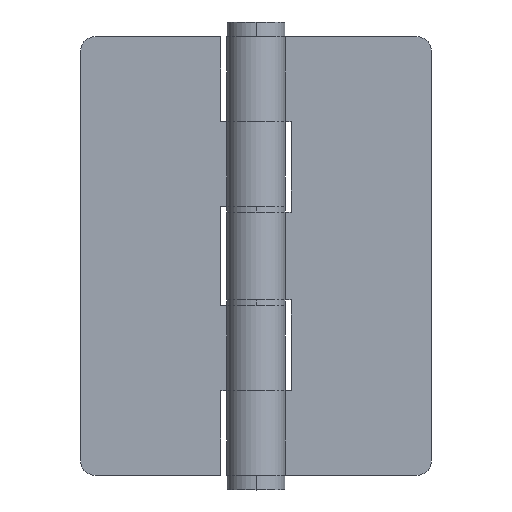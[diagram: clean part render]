
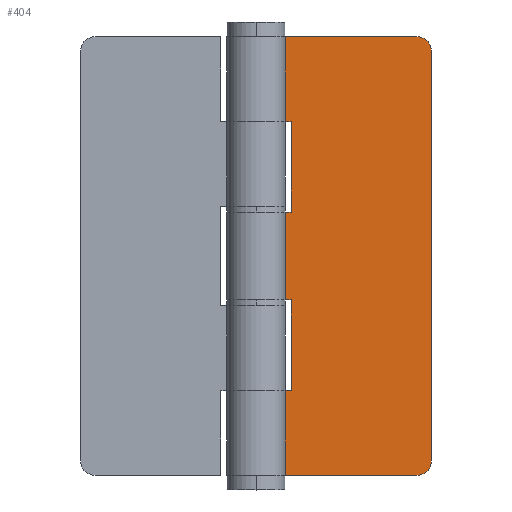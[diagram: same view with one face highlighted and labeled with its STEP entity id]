
A CAD part, top view. The second image highlights one B-rep face of the part: STEP entity #404.
In plain terms, the highlighted planar face has unit normal (0, 0, 1).
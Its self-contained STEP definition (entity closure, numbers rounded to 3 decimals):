
#304 = ORIENTED_EDGE ( 'NONE', *, *, #305, .T. ) ;
#305 = EDGE_CURVE ( 'NONE', #396, #306, #1146, .T. ) ;
#306 = VERTEX_POINT ( 'NONE', #1142 ) ;
#307 = ORIENTED_EDGE ( 'NONE', *, *, #308, .T. ) ;
#308 = EDGE_CURVE ( 'NONE', #306, #411, #1141, .T. ) ;
#315 = EDGE_CURVE ( 'NONE', #566, #317, #1161, .T. ) ;
#317 = VERTEX_POINT ( 'NONE', #1156 ) ;
#318 = EDGE_LOOP ( 'NONE', ( #405, #439, #399, #426, #415, #397, #398, #408, #418, #402, #403, #322, #304, #307 ) ) ;
#320 = EDGE_CURVE ( 'NONE', #517, #321, #1154, .T. ) ;
#321 = VERTEX_POINT ( 'NONE', #1351 ) ;
#322 = ORIENTED_EDGE ( 'NONE', *, *, #395, .T. ) ;
#395 = EDGE_CURVE ( 'NONE', #321, #396, #1366, .T. ) ;
#396 = VERTEX_POINT ( 'NONE', #1362 ) ;
#397 = ORIENTED_EDGE ( 'NONE', *, *, #447, .T. ) ;
#398 = ORIENTED_EDGE ( 'NONE', *, *, #406, .T. ) ;
#399 = ORIENTED_EDGE ( 'NONE', *, *, #400, .F. ) ;
#400 = EDGE_CURVE ( 'NONE', #425, #317, #1361, .T. ) ;
#401 = EDGE_CURVE ( 'NONE', #411, #566, #1323, .T. ) ;
#402 = ORIENTED_EDGE ( 'NONE', *, *, #515, .T. ) ;
#403 = ORIENTED_EDGE ( 'NONE', *, *, #320, .T. ) ;
#404 = ADVANCED_FACE ( 'NONE', ( #1319 ), #1318, .F. ) ;
#405 = ORIENTED_EDGE ( 'NONE', *, *, #401, .T. ) ;
#406 = EDGE_CURVE ( 'NONE', #454, #407, #1313, .T. ) ;
#407 = VERTEX_POINT ( 'NONE', #1309 ) ;
#408 = ORIENTED_EDGE ( 'NONE', *, *, #409, .T. ) ;
#409 = EDGE_CURVE ( 'NONE', #407, #410, #1308, .T. ) ;
#410 = VERTEX_POINT ( 'NONE', #1304 ) ;
#411 = VERTEX_POINT ( 'NONE', #1303 ) ;
#414 = EDGE_CURVE ( 'NONE', #425, #526, #1286, .T. ) ;
#415 = ORIENTED_EDGE ( 'NONE', *, *, #525, .F. ) ;
#418 = ORIENTED_EDGE ( 'NONE', *, *, #419, .T. ) ;
#419 = EDGE_CURVE ( 'NONE', #410, #516, #1279, .T. ) ;
#425 = VERTEX_POINT ( 'NONE', #1264 ) ;
#426 = ORIENTED_EDGE ( 'NONE', *, *, #414, .T. ) ;
#439 = ORIENTED_EDGE ( 'NONE', *, *, #315, .T. ) ;
#447 = EDGE_CURVE ( 'NONE', #448, #454, #1229, .T. ) ;
#448 = VERTEX_POINT ( 'NONE', #1214 ) ;
#454 = VERTEX_POINT ( 'NONE', #1479 ) ;
#515 = EDGE_CURVE ( 'NONE', #516, #517, #1537, .T. ) ;
#516 = VERTEX_POINT ( 'NONE', #1533 ) ;
#517 = VERTEX_POINT ( 'NONE', #1532 ) ;
#525 = EDGE_CURVE ( 'NONE', #448, #526, #1494, .T. ) ;
#526 = VERTEX_POINT ( 'NONE', #1490 ) ;
#566 = VERTEX_POINT ( 'NONE', #1743 ) ;
#903 = VECTOR ( 'NONE', #1109, 1000. ) ;
#1109 = DIRECTION ( 'NONE',  ( 1., 0., 0. ) ) ;
#1138 = DIRECTION ( 'NONE',  ( 0., -1., 0. ) ) ;
#1139 = VECTOR ( 'NONE', #1138, 1000. ) ;
#1140 = CARTESIAN_POINT ( 'NONE',  ( 8.66, 75., -5. ) ) ;
#1141 = LINE ( 'NONE', #1140, #1139 ) ;
#1142 = CARTESIAN_POINT ( 'NONE',  ( 8.66, -46., -5. ) ) ;
#1143 = DIRECTION ( 'NONE',  ( -1., 0., 0. ) ) ;
#1144 = VECTOR ( 'NONE', #1143, 1000. ) ;
#1145 = CARTESIAN_POINT ( 'NONE',  ( 8.66, -46., -5. ) ) ;
#1146 = LINE ( 'NONE', #1145, #1144 ) ;
#1153 = CARTESIAN_POINT ( 'NONE',  ( 8.66, -15., -5. ) ) ;
#1154 = LINE ( 'NONE', #1153, #903 ) ;
#1156 = CARTESIAN_POINT ( 'NONE',  ( 60., -70., -5. ) ) ;
#1157 = DIRECTION ( 'NONE',  ( -1., 0., 0. ) ) ;
#1158 = DIRECTION ( 'NONE',  ( 0., 0., 1. ) ) ;
#1159 = CARTESIAN_POINT ( 'NONE',  ( 55., -70., -5. ) ) ;
#1160 = AXIS2_PLACEMENT_3D ( 'NONE', #1159, #1158, #1157 ) ;
#1161 = CIRCLE ( 'NONE', #1160, 5. ) ;
#1214 = CARTESIAN_POINT ( 'NONE',  ( 8.66, 75., -5. ) ) ;
#1215 = DIRECTION ( 'NONE',  ( 0., -1., 0. ) ) ;
#1216 = VECTOR ( 'NONE', #1215, 1000. ) ;
#1228 = CARTESIAN_POINT ( 'NONE',  ( 8.66, 75., -5. ) ) ;
#1229 = LINE ( 'NONE', #1228, #1216 ) ;
#1264 = CARTESIAN_POINT ( 'NONE',  ( 60., 70., -5. ) ) ;
#1276 = DIRECTION ( 'NONE',  ( -1., 0., 0. ) ) ;
#1277 = VECTOR ( 'NONE', #1276, 1000. ) ;
#1278 = CARTESIAN_POINT ( 'NONE',  ( 8.66, 15., -5. ) ) ;
#1279 = LINE ( 'NONE', #1278, #1277 ) ;
#1283 = DIRECTION ( 'NONE',  ( -1., 0., 0. ) ) ;
#1284 = DIRECTION ( 'NONE',  ( 0., 0., 1. ) ) ;
#1285 = AXIS2_PLACEMENT_3D ( 'NONE', #1302, #1284, #1283 ) ;
#1286 = CIRCLE ( 'NONE', #1285, 5. ) ;
#1302 = CARTESIAN_POINT ( 'NONE',  ( 55., 70., -5. ) ) ;
#1303 = CARTESIAN_POINT ( 'NONE',  ( 8.66, -75., -5. ) ) ;
#1304 = CARTESIAN_POINT ( 'NONE',  ( 12., 15., -5. ) ) ;
#1305 = DIRECTION ( 'NONE',  ( 0., -1., 0. ) ) ;
#1306 = VECTOR ( 'NONE', #1305, 1000. ) ;
#1307 = CARTESIAN_POINT ( 'NONE',  ( 12., 75., -5. ) ) ;
#1308 = LINE ( 'NONE', #1307, #1306 ) ;
#1309 = CARTESIAN_POINT ( 'NONE',  ( 12., 46., -5. ) ) ;
#1310 = DIRECTION ( 'NONE',  ( 1., 0., 0. ) ) ;
#1311 = VECTOR ( 'NONE', #1310, 1000. ) ;
#1312 = CARTESIAN_POINT ( 'NONE',  ( 8.66, 46., -5. ) ) ;
#1313 = LINE ( 'NONE', #1312, #1311 ) ;
#1314 = DIRECTION ( 'NONE',  ( -1., 0., 0. ) ) ;
#1315 = DIRECTION ( 'NONE',  ( 0., 0., -1. ) ) ;
#1316 = CARTESIAN_POINT ( 'NONE',  ( 8.66, 75., -5. ) ) ;
#1317 = AXIS2_PLACEMENT_3D ( 'NONE', #1316, #1315, #1314 ) ;
#1318 = PLANE ( 'NONE',  #1317 ) ;
#1319 = FACE_OUTER_BOUND ( 'NONE', #318, .T. ) ;
#1320 = DIRECTION ( 'NONE',  ( 1., 0., 0. ) ) ;
#1321 = VECTOR ( 'NONE', #1320, 1000. ) ;
#1322 = CARTESIAN_POINT ( 'NONE',  ( 8.66, -75., -5. ) ) ;
#1323 = LINE ( 'NONE', #1322, #1321 ) ;
#1351 = CARTESIAN_POINT ( 'NONE',  ( 12., -15., -5. ) ) ;
#1358 = DIRECTION ( 'NONE',  ( 0., -1., 0. ) ) ;
#1359 = VECTOR ( 'NONE', #1358, 1000. ) ;
#1360 = CARTESIAN_POINT ( 'NONE',  ( 60., 75., -5. ) ) ;
#1361 = LINE ( 'NONE', #1360, #1359 ) ;
#1362 = CARTESIAN_POINT ( 'NONE',  ( 12., -46., -5. ) ) ;
#1363 = DIRECTION ( 'NONE',  ( 0., -1., 0. ) ) ;
#1364 = VECTOR ( 'NONE', #1363, 1000. ) ;
#1365 = CARTESIAN_POINT ( 'NONE',  ( 12., 75., -5. ) ) ;
#1366 = LINE ( 'NONE', #1365, #1364 ) ;
#1479 = CARTESIAN_POINT ( 'NONE',  ( 8.66, 46., -5. ) ) ;
#1490 = CARTESIAN_POINT ( 'NONE',  ( 55., 75., -5. ) ) ;
#1491 = DIRECTION ( 'NONE',  ( 1., 0., 0. ) ) ;
#1492 = VECTOR ( 'NONE', #1491, 1000. ) ;
#1493 = CARTESIAN_POINT ( 'NONE',  ( 8.66, 75., -5. ) ) ;
#1494 = LINE ( 'NONE', #1493, #1492 ) ;
#1532 = CARTESIAN_POINT ( 'NONE',  ( 8.66, -15., -5. ) ) ;
#1533 = CARTESIAN_POINT ( 'NONE',  ( 8.66, 15., -5. ) ) ;
#1534 = DIRECTION ( 'NONE',  ( 0., -1., 0. ) ) ;
#1535 = VECTOR ( 'NONE', #1534, 1000. ) ;
#1536 = CARTESIAN_POINT ( 'NONE',  ( 8.66, 75., -5. ) ) ;
#1537 = LINE ( 'NONE', #1536, #1535 ) ;
#1743 = CARTESIAN_POINT ( 'NONE',  ( 55., -75., -5. ) ) ;
